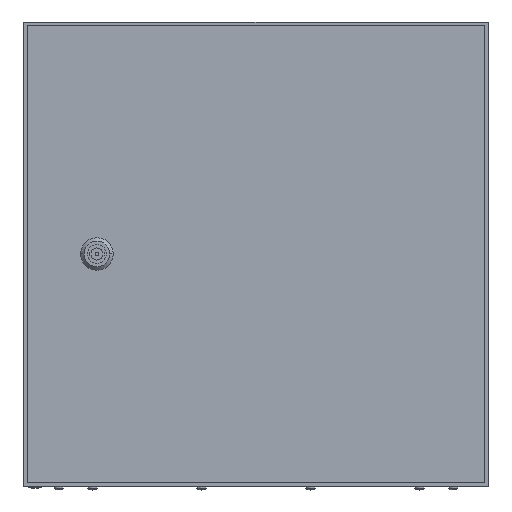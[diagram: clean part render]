
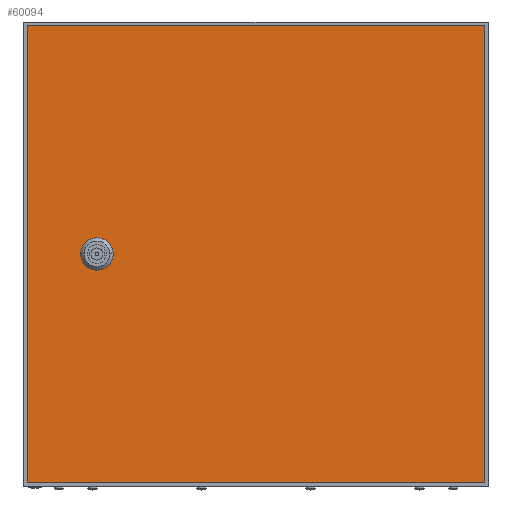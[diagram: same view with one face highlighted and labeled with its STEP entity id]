
A CAD part, top view. The second image highlights one B-rep face of the part: STEP entity #60094.
In plain terms, the highlighted planar face has unit normal (0, 0, 1).
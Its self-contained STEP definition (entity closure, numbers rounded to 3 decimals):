
#462 = CARTESIAN_POINT ( 'NONE',  ( 2.72, 397., 16.85 ) ) ;
#3116 = VECTOR ( 'NONE', #35468, 1000. ) ;
#3552 = VECTOR ( 'NONE', #9434, 1000. ) ;
#4883 = CARTESIAN_POINT ( 'NONE',  ( 2.72, 3., 16.85 ) ) ;
#6753 = DIRECTION ( 'NONE',  ( 1., 0., 0. ) ) ;
#8556 = VERTEX_POINT ( 'NONE', #32044 ) ;
#8989 = EDGE_LOOP ( 'NONE', ( #50771, #64912, #47847, #50444 ) ) ;
#9434 = DIRECTION ( 'NONE',  ( -1., 0., 0. ) ) ;
#10326 = EDGE_CURVE ( 'NONE', #26729, #8556, #67414, .T. ) ;
#13899 = CARTESIAN_POINT ( 'NONE',  ( 396.72, 3., 16.85 ) ) ;
#14124 = EDGE_LOOP ( 'NONE', ( #63852, #42857 ) ) ;
#16186 = LINE ( 'NONE', #462, #18335 ) ;
#18249 = CIRCLE ( 'NONE', #57320, 14. ) ;
#18335 = VECTOR ( 'NONE', #54279, 1000. ) ;
#20621 = VERTEX_POINT ( 'NONE', #42439 ) ;
#20667 = CARTESIAN_POINT ( 'NONE',  ( 2.72, 397., 16.85 ) ) ;
#21495 = FACE_OUTER_BOUND ( 'NONE', #8989, .T. ) ;
#22649 = EDGE_CURVE ( 'NONE', #54546, #56203, #32845, .T. ) ;
#24800 = CARTESIAN_POINT ( 'NONE',  ( 396.72, 397., 16.85 ) ) ;
#26729 = VERTEX_POINT ( 'NONE', #13899 ) ;
#27547 = DIRECTION ( 'NONE',  ( 0., 0., -1. ) ) ;
#27897 = CARTESIAN_POINT ( 'NONE',  ( 62.87, 200., 16.85 ) ) ;
#28888 = LINE ( 'NONE', #62034, #3116 ) ;
#29236 = VERTEX_POINT ( 'NONE', #4883 ) ;
#29453 = DIRECTION ( 'NONE',  ( 0., 0., -1. ) ) ;
#30739 = DIRECTION ( 'NONE',  ( 0., 1., 0. ) ) ;
#32044 = CARTESIAN_POINT ( 'NONE',  ( 396.72, 397., 16.85 ) ) ;
#32845 = CIRCLE ( 'NONE', #57357, 14. ) ;
#33127 = DIRECTION ( 'NONE',  ( -1., 0., 0. ) ) ;
#34050 = EDGE_CURVE ( 'NONE', #29236, #26729, #28888, .T. ) ;
#35014 = CARTESIAN_POINT ( 'NONE',  ( 62.87, 200., 16.85 ) ) ;
#35468 = DIRECTION ( 'NONE',  ( 1., 0., 0. ) ) ;
#37902 = CARTESIAN_POINT ( 'NONE',  ( 0., 0., 16.85 ) ) ;
#37916 = CARTESIAN_POINT ( 'NONE',  ( 48.87, 200., 16.85 ) ) ;
#38002 = EDGE_CURVE ( 'NONE', #8556, #20621, #57695, .T. ) ;
#39714 = CARTESIAN_POINT ( 'NONE',  ( 76.87, 200., 16.85 ) ) ;
#42439 = CARTESIAN_POINT ( 'NONE',  ( 2.72, 397., 16.85 ) ) ;
#42857 = ORIENTED_EDGE ( 'NONE', *, *, #51450, .T. ) ;
#45836 = DIRECTION ( 'NONE',  ( -1., 0., 0. ) ) ;
#47847 = ORIENTED_EDGE ( 'NONE', *, *, #10326, .T. ) ;
#50444 = ORIENTED_EDGE ( 'NONE', *, *, #38002, .T. ) ;
#50771 = ORIENTED_EDGE ( 'NONE', *, *, #60061, .T. ) ;
#51450 = EDGE_CURVE ( 'NONE', #56203, #54546, #18249, .T. ) ;
#54279 = DIRECTION ( 'NONE',  ( 0., -1., 0. ) ) ;
#54546 = VERTEX_POINT ( 'NONE', #37916 ) ;
#56203 = VERTEX_POINT ( 'NONE', #39714 ) ;
#57320 = AXIS2_PLACEMENT_3D ( 'NONE', #35014, #29453, #45836 ) ;
#57357 = AXIS2_PLACEMENT_3D ( 'NONE', #27897, #27547, #33127 ) ;
#57695 = LINE ( 'NONE', #20667, #3552 ) ;
#59241 = PLANE ( 'NONE',  #68605 ) ;
#59580 = DIRECTION ( 'NONE',  ( 0., 0., 1. ) ) ;
#60061 = EDGE_CURVE ( 'NONE', #20621, #29236, #16186, .T. ) ;
#60094 = ADVANCED_FACE ( 'NONE', ( #65485, #21495 ), #59241, .T. ) ;
#61228 = VECTOR ( 'NONE', #30739, 1000. ) ;
#62034 = CARTESIAN_POINT ( 'NONE',  ( 2.72, 3., 16.85 ) ) ;
#63852 = ORIENTED_EDGE ( 'NONE', *, *, #22649, .T. ) ;
#64912 = ORIENTED_EDGE ( 'NONE', *, *, #34050, .T. ) ;
#65485 = FACE_BOUND ( 'NONE', #14124, .T. ) ;
#67414 = LINE ( 'NONE', #24800, #61228 ) ;
#68605 = AXIS2_PLACEMENT_3D ( 'NONE', #37902, #59580, #6753 ) ;
